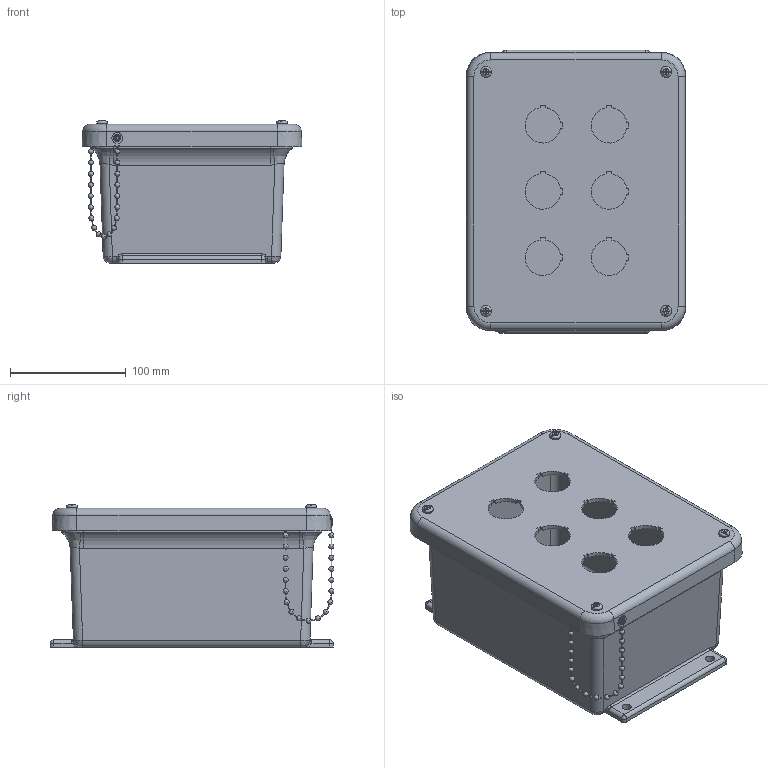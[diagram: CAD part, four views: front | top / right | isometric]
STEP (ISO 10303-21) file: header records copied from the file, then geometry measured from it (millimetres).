
FILE_DESCRIPTION(/* description */ (''),/* implementation_level */ '2;1');
FILE_NAME(/* name */ 'HW-N4X6PBW.stp',/* time_stamp */ '2014-03-17T11:55:30-05:00',/* author */ ('tburkle'),/* organization */ (''),/* preprocessor_version */ 'ST-DEVELOPER v15.2',/* originating_system */ 'Autodesk Inventor 2014',/* authorisation */ '');
FILE_SCHEMA (('AUTOMOTIVE_DESIGN { 1 0 10303 214 3 1 1 }'));
Length unit declared in the file: inch
Products named in the file (10): WPF6PBW BOX; 10-32 X0.3125 DP BRASS INSERT; 10-24X0.50 DP BRASS INSERT; WPF6PBW CVR; WPF6PBW GASKET; WPN6U; 10-24x0.625L  combo screw; RMRIV43; SS BEAD CHAIN; F6PBW_STP
Bounding box: 189.88 x 245.11 x 122.86 mm (x, y, z)
Volume: 743851.8 mm3; surface area: 363050.6 mm2
Topology: 19 solids, 19 shells, 637 faces, 1560 edges, 964 vertices
Faces by surface type: plane 236, cylinder 213, bspline 76, torus 57, sphere 31, cone 24
Full cylindrical faces by diameter (mm): 0.737 x14, 2.64 x1, 3.556 x3, 3.683 x4, 3.962 x4, 4.496 x4, 5.537 x4, 5.556 x4, 6.35 x4, 7.137 x4, 7.144 x4, 7.938 x4, 9.423 x4
Entity records: 20278 total; most frequent: CARTESIAN_POINT 7840, DIRECTION 2672, ORIENTED_EDGE 2392, EDGE_CURVE 1196, AXIS2_PLACEMENT_3D 1070, VERTEX_POINT 758, EDGE_LOOP 658, ADVANCED_FACE 535
